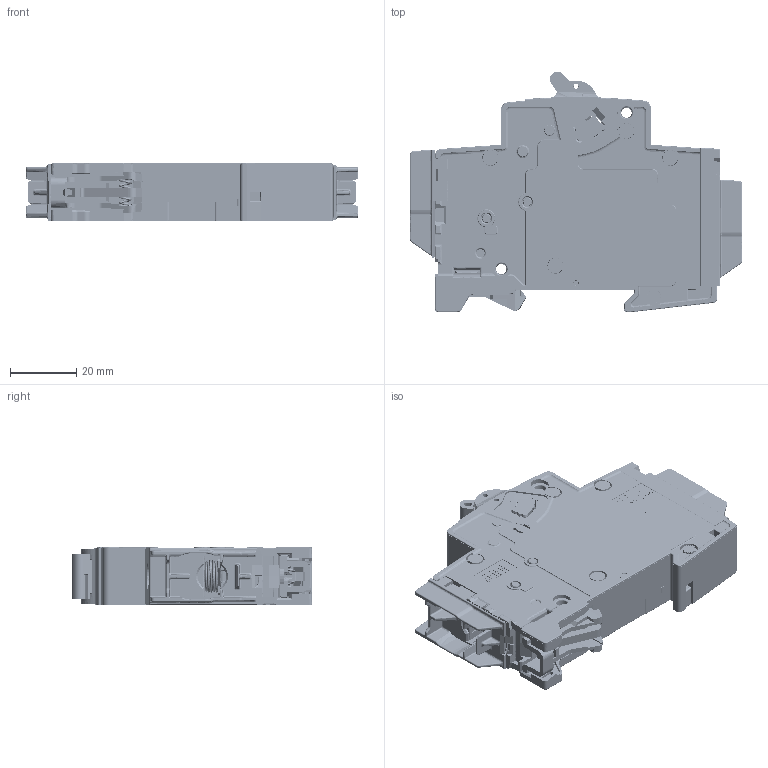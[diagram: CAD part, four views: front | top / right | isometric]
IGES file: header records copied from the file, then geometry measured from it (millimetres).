
Start section:  PTC IGES file: 2cds271448_sr.igs
Global section: file name: 2cds271448_sr.igs; native system: Creo Parametric by PTC Inc.; preprocessor: 2019164; author: DEU121775; organization: Unknown; date: 20211001.101605; units: millimetre
Bounding box: 100 x 72.48 x 17.6 mm (x, y, z)
Surface area: 25674 mm2 (no closed solid volume)
Topology: 0 solids, 0 shells, 7531 faces, 41207 edges, 41152 vertices
Faces by surface type: bspline 4824, revolution 2040, extrusion 667
